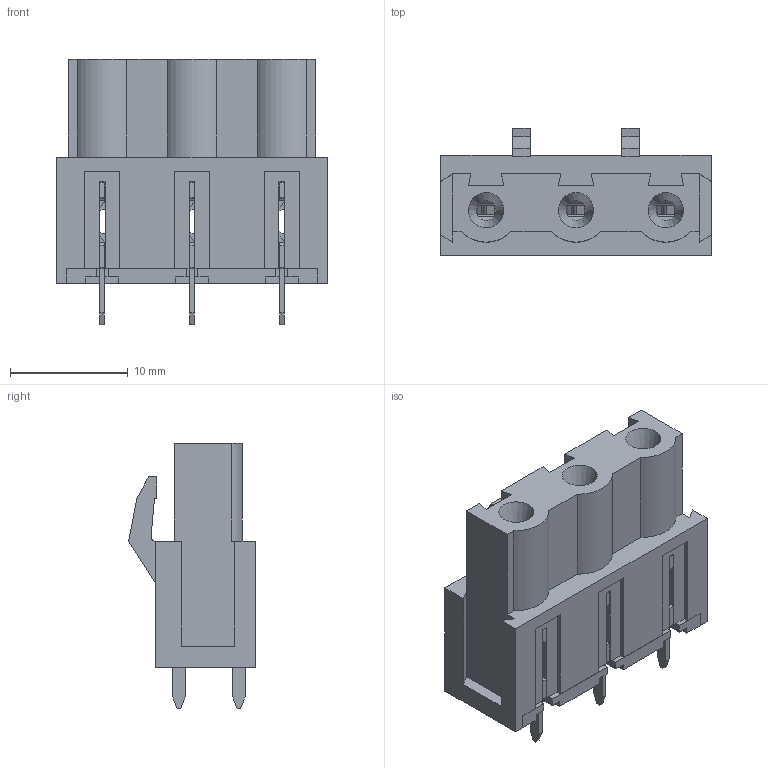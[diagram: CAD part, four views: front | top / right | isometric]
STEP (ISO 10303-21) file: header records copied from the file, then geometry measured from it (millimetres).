
FILE_DESCRIPTION( ( 'Unknown' ), '1' );
FILE_NAME( '691307400003.stp', 'Unknown', ( 'Unknown' ), ( 'Unknown' ), 'PSStep 14.0', 'Unknown', ' ' );
FILE_SCHEMA( ( 'AUTOMOTIVE_DESIGN { 1 0 10303 214 1 1 1 1 }' ) );
Length unit declared in the file: millimetre
Products named in the file (4): Assem1; 6913074000xx_PIN; 691309410003; 691309410003_CAPOT
Assembly tree (5 placements, depth 2):
  Assem1
    6913074000xx_PIN  x3
    691309410003
    691309410003_CAPOT
Bounding box: 22.96 x 10.75 x 22.5 mm (x, y, z)
Volume: 1771.6 mm3; surface area: 3928.7 mm2
Topology: 5 solids, 5 shells, 508 faces, 1415 edges, 914 vertices
Faces by surface type: plane 373, cylinder 122, cone 7, sphere 6
Full cylindrical faces by diameter (mm): 0.9 x6
Entity records: 12896 total; most frequent: CARTESIAN_POINT 1912, ORIENTED_EDGE 1782, DIRECTION 1634, EDGE_CURVE 891, LINE 760, VECTOR 760, VERTEX_POINT 587, AXIS2_PLACEMENT_3D 437
